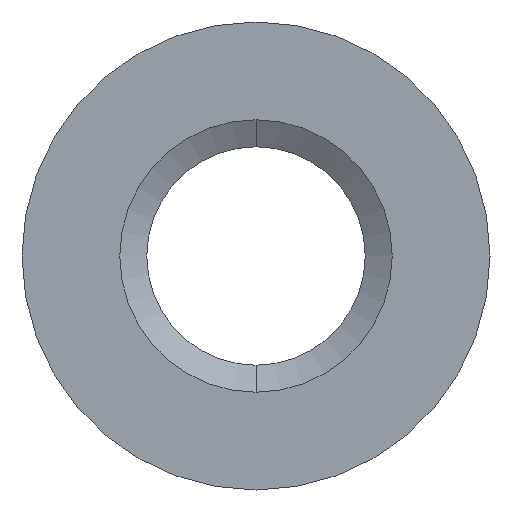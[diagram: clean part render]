
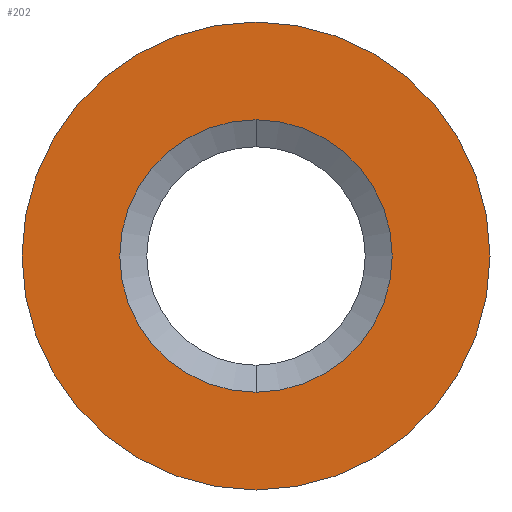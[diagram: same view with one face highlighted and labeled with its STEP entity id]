
A CAD part, left-side view. The second image highlights one B-rep face of the part: STEP entity #202.
In plain terms, the highlighted planar face has unit normal (-1, 0, 0).
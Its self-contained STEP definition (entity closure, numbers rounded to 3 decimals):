
#8=CARTESIAN_POINT('',(0.,3.,3.));
#9=DIRECTION('',(-1.,0.,0.));
#10=DIRECTION('',(0.,0.,1.));
#11=AXIS2_PLACEMENT_3D('',#8,#9,#10);
#17=CARTESIAN_POINT('',(0.,3.,3.));
#18=DIRECTION('',(-1.,0.,0.));
#19=DIRECTION('',(0.,0.,-1.));
#20=AXIS2_PLACEMENT_3D('',#17,#18,#19);
#25=CARTESIAN_POINT('',(0.,3.,3.));
#26=DIRECTION('',(1.,0.,0.));
#27=DIRECTION('',(0.,0.,-1.));
#28=AXIS2_PLACEMENT_3D('',#25,#26,#27);
#33=CARTESIAN_POINT('',(0.,3.,3.));
#34=DIRECTION('',(1.,0.,0.));
#35=DIRECTION('',(0.,0.,1.));
#36=AXIS2_PLACEMENT_3D('',#33,#34,#35);
#161=CARTESIAN_POINT('',(0.,3.,1.254));
#162=CARTESIAN_POINT('',(0.,3.,4.746));
#163=VERTEX_POINT('',#161);
#164=VERTEX_POINT('',#162);
#177=CARTESIAN_POINT('',(0.,3.,6.));
#178=CARTESIAN_POINT('',(0.,3.,0.));
#179=VERTEX_POINT('',#177);
#180=VERTEX_POINT('',#178);
#185=CARTESIAN_POINT('',(0.,0.,0.));
#186=DIRECTION('',(-1.,0.,0.));
#187=DIRECTION('',(0.,0.,1.));
#188=AXIS2_PLACEMENT_3D('',#185,#186,#187);
#189=PLANE('',#188);
#191=ORIENTED_EDGE('',*,*,#190,.F.);
#193=ORIENTED_EDGE('',*,*,#192,.F.);
#194=EDGE_LOOP('',(#191,#193));
#195=FACE_OUTER_BOUND('',#194,.F.);
#197=ORIENTED_EDGE('',*,*,#196,.F.);
#199=ORIENTED_EDGE('',*,*,#198,.F.);
#200=EDGE_LOOP('',(#197,#199));
#201=FACE_BOUND('',#200,.F.);
#12=CIRCLE('',#11,3.);
#21=CIRCLE('',#20,3.);
#29=CIRCLE('',#28,1.746);
#37=CIRCLE('',#36,1.746);
#190=EDGE_CURVE('',#179,#180,#12,.T.);
#192=EDGE_CURVE('',#180,#179,#21,.T.);
#196=EDGE_CURVE('',#163,#164,#29,.T.);
#198=EDGE_CURVE('',#164,#163,#37,.T.);
#202=ADVANCED_FACE('',(#195,#201),#189,.T.);
